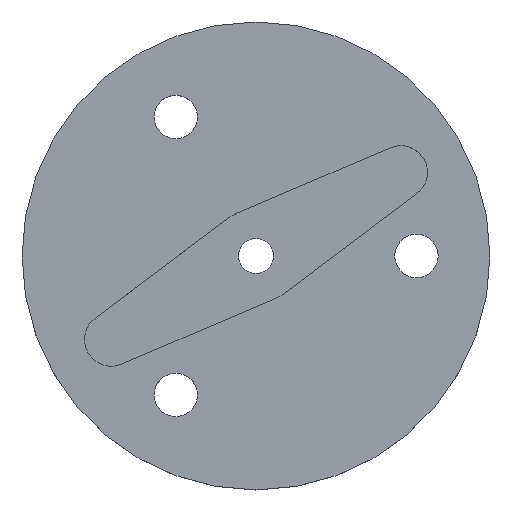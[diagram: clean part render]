
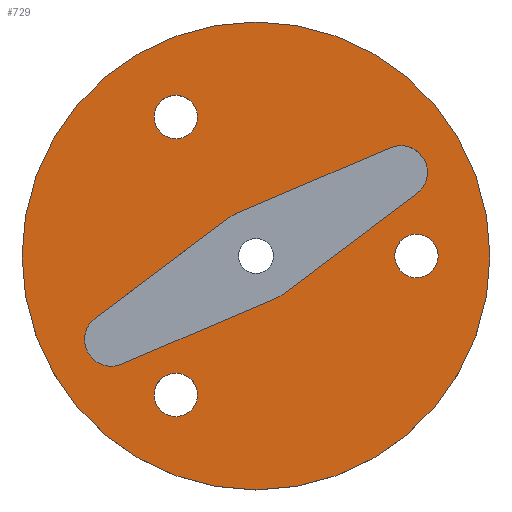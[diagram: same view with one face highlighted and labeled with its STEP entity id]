
A CAD part, top view. The second image highlights one B-rep face of the part: STEP entity #729.
In plain terms, the highlighted planar face has unit normal (0, 0, 1).
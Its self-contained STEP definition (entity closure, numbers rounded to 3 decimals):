
#1 = VERTEX_POINT ( 'NONE', #512 ) ;
#15 = CARTESIAN_POINT ( 'NONE',  ( -6., -10.392, 3.781 ) ) ;
#22 = DIRECTION ( 'NONE',  ( 1., 0., 0. ) ) ;
#32 = CARTESIAN_POINT ( 'NONE',  ( -6., -10.392, 3.781 ) ) ;
#33 = FACE_BOUND ( 'NONE', #422, .T. ) ;
#39 = DIRECTION ( 'NONE',  ( 0., 0., 1. ) ) ;
#40 = ORIENTED_EDGE ( 'NONE', *, *, #351, .F. ) ;
#44 = CARTESIAN_POINT ( 'NONE',  ( 12.825, 6.25, 3.781 ) ) ;
#52 = CARTESIAN_POINT ( 'NONE',  ( -10.04, -8.09, 3.781 ) ) ;
#57 = EDGE_CURVE ( 'NONE', #1, #64, #321, .T. ) ;
#59 = ORIENTED_EDGE ( 'NONE', *, *, #159, .T. ) ;
#64 = VERTEX_POINT ( 'NONE', #285 ) ;
#75 = CARTESIAN_POINT ( 'NONE',  ( 2.101, -2.799, 3.781 ) ) ;
#79 = DIRECTION ( 'NONE',  ( 1., 0., 0. ) ) ;
#80 = EDGE_CURVE ( 'NONE', #296, #509, #483, .T. ) ;
#86 = AXIS2_PLACEMENT_3D ( 'NONE', #335, #646, #79 ) ;
#90 = ORIENTED_EDGE ( 'NONE', *, *, #190, .F. ) ;
#91 = DIRECTION ( 'NONE',  ( 1., 0., 0. ) ) ;
#97 = AXIS2_PLACEMENT_3D ( 'NONE', #396, #524, #724 ) ;
#108 = EDGE_CURVE ( 'NONE', #684, #686, #383, .T. ) ;
#114 = DIRECTION ( 'NONE',  ( 1., 0., 0. ) ) ;
#115 = AXIS2_PLACEMENT_3D ( 'NONE', #621, #169, #736 ) ;
#125 = CARTESIAN_POINT ( 'NONE',  ( 12., 0., 3.781 ) ) ;
#126 = AXIS2_PLACEMENT_3D ( 'NONE', #32, #536, #219 ) ;
#129 = CARTESIAN_POINT ( 'NONE',  ( 12.026, 4.65, 3.781 ) ) ;
#148 = AXIS2_PLACEMENT_3D ( 'NONE', #605, #803, #414 ) ;
#150 = VERTEX_POINT ( 'NONE', #479 ) ;
#153 = DIRECTION ( 'NONE',  ( 0., 0., 1. ) ) ;
#159 = EDGE_CURVE ( 'NONE', #702, #563, #203, .T. ) ;
#160 = CARTESIAN_POINT ( 'NONE',  ( 2.101, -2.799, 3.781 ) ) ;
#161 = CARTESIAN_POINT ( 'NONE',  ( -6., 10.392, 3.781 ) ) ;
#169 = DIRECTION ( 'NONE',  ( 0., 0., 1. ) ) ;
#171 = ORIENTED_EDGE ( 'NONE', *, *, #660, .F. ) ;
#172 = FACE_BOUND ( 'NONE', #314, .T. ) ;
#184 = AXIS2_PLACEMENT_3D ( 'NONE', #284, #753, #681 ) ;
#188 = DIRECTION ( 'NONE',  ( 0., 0., 1. ) ) ;
#189 = AXIS2_PLACEMENT_3D ( 'NONE', #832, #188, #755 ) ;
#190 = EDGE_CURVE ( 'NONE', #641, #150, #204, .T. ) ;
#199 = EDGE_CURVE ( 'NONE', #829, #274, #591, .T. ) ;
#203 = CIRCLE ( 'NONE', #666, 17.5 ) ;
#204 = CIRCLE ( 'NONE', #189, 2. ) ;
#213 = CIRCLE ( 'NONE', #694, 17.5 ) ;
#214 = DIRECTION ( 'NONE',  ( 0., 0., 1. ) ) ;
#219 = DIRECTION ( 'NONE',  ( 1., 0., 0. ) ) ;
#226 = AXIS2_PLACEMENT_3D ( 'NONE', #476, #749, #611 ) ;
#245 = ORIENTED_EDGE ( 'NONE', *, *, #763, .F. ) ;
#269 = EDGE_CURVE ( 'NONE', #819, #296, #334, .T. ) ;
#271 = LINE ( 'NONE', #416, #330 ) ;
#274 = VERTEX_POINT ( 'NONE', #713 ) ;
#280 = LINE ( 'NONE', #814, #333 ) ;
#284 = CARTESIAN_POINT ( 'NONE',  ( 12., 0., 3.781 ) ) ;
#285 = CARTESIAN_POINT ( 'NONE',  ( -2.101, 2.799, 3.781 ) ) ;
#296 = VERTEX_POINT ( 'NONE', #75 ) ;
#314 = EDGE_LOOP ( 'NONE', ( #428, #757, #776, #368, #693, #636, #585, #245, #90 ) ) ;
#319 = CIRCLE ( 'NONE', #424, 1.625 ) ;
#321 = CIRCLE ( 'NONE', #115, 3.5 ) ;
#324 = DIRECTION ( 'NONE',  ( 0.92, 0.392, 0. ) ) ;
#330 = VECTOR ( 'NONE', #750, 1000. ) ;
#331 = AXIS2_PLACEMENT_3D ( 'NONE', #125, #625, #376 ) ;
#333 = VECTOR ( 'NONE', #618, 1000. ) ;
#334 = CIRCLE ( 'NONE', #97, 3.5 ) ;
#335 = CARTESIAN_POINT ( 'NONE',  ( -6., 10.392, 3.781 ) ) ;
#340 = ORIENTED_EDGE ( 'NONE', *, *, #369, .F. ) ;
#348 = FACE_BOUND ( 'NONE', #690, .T. ) ;
#351 = EDGE_CURVE ( 'NONE', #682, #754, #439, .T. ) ;
#355 = DIRECTION ( 'NONE',  ( 1., 0., 0. ) ) ;
#368 = ORIENTED_EDGE ( 'NONE', *, *, #394, .F. ) ;
#369 = EDGE_CURVE ( 'NONE', #800, #760, #522, .T. ) ;
#376 = DIRECTION ( 'NONE',  ( 1., 0., 0. ) ) ;
#383 = CIRCLE ( 'NONE', #226, 2. ) ;
#394 = EDGE_CURVE ( 'NONE', #686, #819, #443, .T. ) ;
#396 = CARTESIAN_POINT ( 'NONE',  ( 0., 0., 3.781 ) ) ;
#402 = CIRCLE ( 'NONE', #184, 1.625 ) ;
#406 = CARTESIAN_POINT ( 'NONE',  ( -17.5, 0., 3.781 ) ) ;
#412 = CARTESIAN_POINT ( 'NONE',  ( -4.375, 10.392, 3.781 ) ) ;
#414 = DIRECTION ( 'NONE',  ( 1., 0., 0. ) ) ;
#416 = CARTESIAN_POINT ( 'NONE',  ( -2.101, 2.799, 3.781 ) ) ;
#418 = FACE_OUTER_BOUND ( 'NONE', #752, .T. ) ;
#422 = EDGE_LOOP ( 'NONE', ( #40, #171 ) ) ;
#424 = AXIS2_PLACEMENT_3D ( 'NONE', #161, #612, #355 ) ;
#426 = ORIENTED_EDGE ( 'NONE', *, *, #701, .T. ) ;
#428 = ORIENTED_EDGE ( 'NONE', *, *, #538, .F. ) ;
#439 = CIRCLE ( 'NONE', #86, 1.625 ) ;
#440 = EDGE_LOOP ( 'NONE', ( #675, #634 ) ) ;
#443 = LINE ( 'NONE', #492, #504 ) ;
#471 = DIRECTION ( 'NONE',  ( 1., 0., 0. ) ) ;
#474 = CARTESIAN_POINT ( 'NONE',  ( -7.625, 10.392, 3.781 ) ) ;
#476 = CARTESIAN_POINT ( 'NONE',  ( -10.825, -6.25, 3.781 ) ) ;
#479 = CARTESIAN_POINT ( 'NONE',  ( 10.04, 8.09, 3.781 ) ) ;
#482 = CARTESIAN_POINT ( 'NONE',  ( -7.625, -10.392, 3.781 ) ) ;
#483 = LINE ( 'NONE', #160, #742 ) ;
#484 = CARTESIAN_POINT ( 'NONE',  ( 17.5, 0., 3.781 ) ) ;
#492 = CARTESIAN_POINT ( 'NONE',  ( -10.04, -8.09, 3.781 ) ) ;
#504 = VECTOR ( 'NONE', #324, 1000. ) ;
#509 = VERTEX_POINT ( 'NONE', #129 ) ;
#512 = CARTESIAN_POINT ( 'NONE',  ( -1.374, 3.219, 3.781 ) ) ;
#522 = CIRCLE ( 'NONE', #826, 1.625 ) ;
#524 = DIRECTION ( 'NONE',  ( 0., 0., 1. ) ) ;
#536 = DIRECTION ( 'NONE',  ( 0., 0., 1. ) ) ;
#538 = EDGE_CURVE ( 'NONE', #509, #641, #770, .T. ) ;
#546 = PLANE ( 'NONE',  #148 ) ;
#563 = VERTEX_POINT ( 'NONE', #406 ) ;
#583 = EDGE_CURVE ( 'NONE', #760, #800, #692, .T. ) ;
#585 = ORIENTED_EDGE ( 'NONE', *, *, #57, .F. ) ;
#588 = CARTESIAN_POINT ( 'NONE',  ( 10.375, 0., 3.781 ) ) ;
#591 = CIRCLE ( 'NONE', #331, 1.625 ) ;
#592 = DIRECTION ( 'NONE',  ( 0., 0., 1. ) ) ;
#602 = CARTESIAN_POINT ( 'NONE',  ( 1.374, -3.219, 3.781 ) ) ;
#605 = CARTESIAN_POINT ( 'NONE',  ( 0., 0., 3.781 ) ) ;
#607 = CARTESIAN_POINT ( 'NONE',  ( 0., 0., 3.781 ) ) ;
#611 = DIRECTION ( 'NONE',  ( 1., 0., 0. ) ) ;
#612 = DIRECTION ( 'NONE',  ( 0., 0., 1. ) ) ;
#613 = AXIS2_PLACEMENT_3D ( 'NONE', #656, #153, #91 ) ;
#618 = DIRECTION ( 'NONE',  ( -0.92, -0.392, 0. ) ) ;
#621 = CARTESIAN_POINT ( 'NONE',  ( 0., 0., 3.781 ) ) ;
#625 = DIRECTION ( 'NONE',  ( 0., 0., 1. ) ) ;
#634 = ORIENTED_EDGE ( 'NONE', *, *, #199, .F. ) ;
#636 = ORIENTED_EDGE ( 'NONE', *, *, #637, .F. ) ;
#637 = EDGE_CURVE ( 'NONE', #64, #684, #271, .T. ) ;
#641 = VERTEX_POINT ( 'NONE', #44 ) ;
#646 = DIRECTION ( 'NONE',  ( 0., 0., 1. ) ) ;
#656 = CARTESIAN_POINT ( 'NONE',  ( 10.825, 6.25, 3.781 ) ) ;
#660 = EDGE_CURVE ( 'NONE', #754, #682, #319, .T. ) ;
#666 = AXIS2_PLACEMENT_3D ( 'NONE', #798, #214, #471 ) ;
#675 = ORIENTED_EDGE ( 'NONE', *, *, #820, .F. ) ;
#681 = DIRECTION ( 'NONE',  ( 1., 0., 0. ) ) ;
#682 = VERTEX_POINT ( 'NONE', #412 ) ;
#684 = VERTEX_POINT ( 'NONE', #746 ) ;
#686 = VERTEX_POINT ( 'NONE', #52 ) ;
#690 = EDGE_LOOP ( 'NONE', ( #735, #340 ) ) ;
#692 = CIRCLE ( 'NONE', #126, 1.625 ) ;
#693 = ORIENTED_EDGE ( 'NONE', *, *, #108, .F. ) ;
#694 = AXIS2_PLACEMENT_3D ( 'NONE', #607, #39, #114 ) ;
#701 = EDGE_CURVE ( 'NONE', #563, #702, #213, .T. ) ;
#702 = VERTEX_POINT ( 'NONE', #484 ) ;
#713 = CARTESIAN_POINT ( 'NONE',  ( 13.625, 0., 3.781 ) ) ;
#724 = DIRECTION ( 'NONE',  ( 1., 0., 0. ) ) ;
#729 = ADVANCED_FACE ( 'NONE', ( #172, #33, #348, #744, #418 ), #546, .T. ) ;
#735 = ORIENTED_EDGE ( 'NONE', *, *, #583, .F. ) ;
#736 = DIRECTION ( 'NONE',  ( 1., 0., 0. ) ) ;
#742 = VECTOR ( 'NONE', #815, 1000. ) ;
#744 = FACE_BOUND ( 'NONE', #440, .T. ) ;
#746 = CARTESIAN_POINT ( 'NONE',  ( -12.026, -4.65, 3.781 ) ) ;
#749 = DIRECTION ( 'NONE',  ( 0., 0., 1. ) ) ;
#750 = DIRECTION ( 'NONE',  ( -0.8, -0.6, 0. ) ) ;
#752 = EDGE_LOOP ( 'NONE', ( #426, #59 ) ) ;
#753 = DIRECTION ( 'NONE',  ( 0., 0., 1. ) ) ;
#754 = VERTEX_POINT ( 'NONE', #474 ) ;
#755 = DIRECTION ( 'NONE',  ( 1., 0., 0. ) ) ;
#757 = ORIENTED_EDGE ( 'NONE', *, *, #80, .F. ) ;
#760 = VERTEX_POINT ( 'NONE', #806 ) ;
#763 = EDGE_CURVE ( 'NONE', #150, #1, #280, .T. ) ;
#770 = CIRCLE ( 'NONE', #613, 2. ) ;
#776 = ORIENTED_EDGE ( 'NONE', *, *, #269, .F. ) ;
#798 = CARTESIAN_POINT ( 'NONE',  ( 0., 0., 3.781 ) ) ;
#800 = VERTEX_POINT ( 'NONE', #482 ) ;
#803 = DIRECTION ( 'NONE',  ( 0., 0., 1. ) ) ;
#806 = CARTESIAN_POINT ( 'NONE',  ( -4.375, -10.392, 3.781 ) ) ;
#814 = CARTESIAN_POINT ( 'NONE',  ( 10.04, 8.09, 3.781 ) ) ;
#815 = DIRECTION ( 'NONE',  ( 0.8, 0.6, 0. ) ) ;
#819 = VERTEX_POINT ( 'NONE', #602 ) ;
#820 = EDGE_CURVE ( 'NONE', #274, #829, #402, .T. ) ;
#826 = AXIS2_PLACEMENT_3D ( 'NONE', #15, #592, #22 ) ;
#829 = VERTEX_POINT ( 'NONE', #588 ) ;
#832 = CARTESIAN_POINT ( 'NONE',  ( 10.825, 6.25, 3.781 ) ) ;
